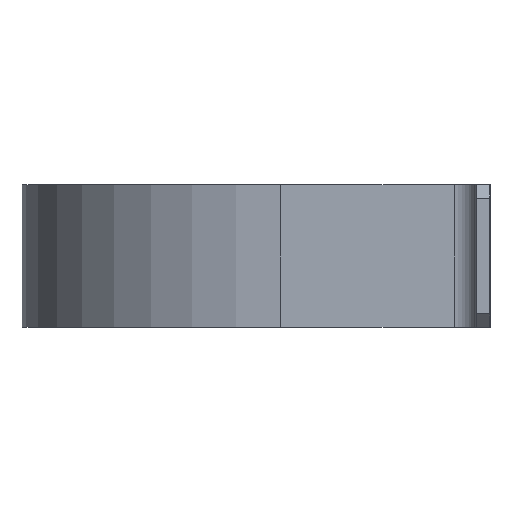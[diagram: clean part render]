
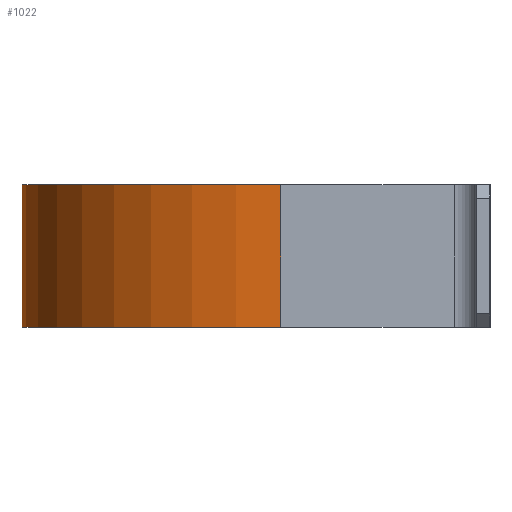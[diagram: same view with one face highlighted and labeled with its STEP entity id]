
A CAD part, left-side view. The second image highlights one B-rep face of the part: STEP entity #1022.
In plain terms, the highlighted cylindrical face has radius 29 mm (diameter 58 mm), a partial arc.
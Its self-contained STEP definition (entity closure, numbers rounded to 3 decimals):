
#35 = DIRECTION ( 'NONE',  ( 0., 0., -1. ) ) ;
#37 = VECTOR ( 'NONE', #35, 1000. ) ;
#69 = DIRECTION ( 'NONE',  ( 0., 0., 1. ) ) ;
#105 = CARTESIAN_POINT ( 'NONE',  ( -29., 0., 0.4 ) ) ;
#182 = DIRECTION ( 'NONE',  ( 0., 0., 1. ) ) ;
#266 = CIRCLE ( 'NONE', #286, 29. ) ;
#286 = AXIS2_PLACEMENT_3D ( 'NONE', #624, #69, #545 ) ;
#298 = AXIS2_PLACEMENT_3D ( 'NONE', #821, #739, #983 ) ;
#401 = LINE ( 'NONE', #564, #511 ) ;
#404 = LINE ( 'NONE', #105, #37 ) ;
#424 = DIRECTION ( 'NONE',  ( 0., 0., -1. ) ) ;
#425 = VERTEX_POINT ( 'NONE', #729 ) ;
#442 = CARTESIAN_POINT ( 'NONE',  ( -29., 0., -16. ) ) ;
#477 = EDGE_CURVE ( 'NONE', #537, #988, #404, .T. ) ;
#511 = VECTOR ( 'NONE', #424, 1000. ) ;
#529 = CYLINDRICAL_SURFACE ( 'NONE', #298, 29. ) ;
#537 = VERTEX_POINT ( 'NONE', #745 ) ;
#545 = DIRECTION ( 'NONE',  ( 1., 0., 0. ) ) ;
#556 = FACE_OUTER_BOUND ( 'NONE', #778, .T. ) ;
#559 = VERTEX_POINT ( 'NONE', #755 ) ;
#564 = CARTESIAN_POINT ( 'NONE',  ( 29., 0., -16.4 ) ) ;
#578 = DIRECTION ( 'NONE',  ( 1., 0., 0. ) ) ;
#624 = CARTESIAN_POINT ( 'NONE',  ( 0., 0., 0. ) ) ;
#658 = CARTESIAN_POINT ( 'NONE',  ( 0., 0., -16. ) ) ;
#729 = CARTESIAN_POINT ( 'NONE',  ( 29., 0., -16. ) ) ;
#732 = EDGE_CURVE ( 'NONE', #559, #537, #266, .T. ) ;
#739 = DIRECTION ( 'NONE',  ( 0., 0., 1. ) ) ;
#745 = CARTESIAN_POINT ( 'NONE',  ( -29., 0., 0. ) ) ;
#755 = CARTESIAN_POINT ( 'NONE',  ( 29., 0., 0. ) ) ;
#759 = AXIS2_PLACEMENT_3D ( 'NONE', #658, #182, #578 ) ;
#778 = EDGE_LOOP ( 'NONE', ( #877, #873, #857, #913 ) ) ;
#821 = CARTESIAN_POINT ( 'NONE',  ( 0., 0., -16.4 ) ) ;
#857 = ORIENTED_EDGE ( 'NONE', *, *, #963, .T. ) ;
#873 = ORIENTED_EDGE ( 'NONE', *, *, #732, .F. ) ;
#877 = ORIENTED_EDGE ( 'NONE', *, *, #477, .F. ) ;
#890 = EDGE_CURVE ( 'NONE', #425, #988, #970, .T. ) ;
#913 = ORIENTED_EDGE ( 'NONE', *, *, #890, .T. ) ;
#963 = EDGE_CURVE ( 'NONE', #559, #425, #401, .T. ) ;
#970 = CIRCLE ( 'NONE', #759, 29. ) ;
#983 = DIRECTION ( 'NONE',  ( 1., 0., 0. ) ) ;
#988 = VERTEX_POINT ( 'NONE', #442 ) ;
#1022 = ADVANCED_FACE ( 'NONE', ( #556 ), #529, .T. ) ;
